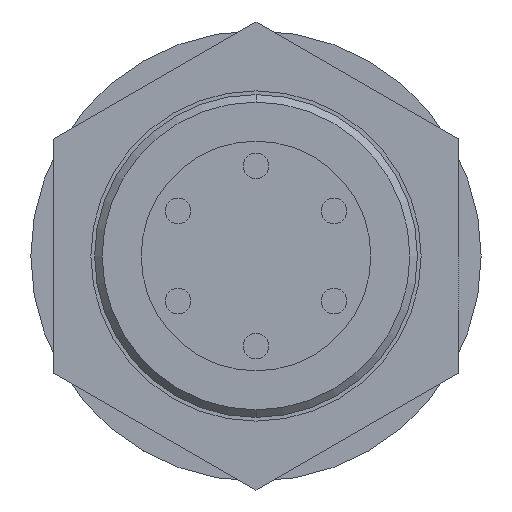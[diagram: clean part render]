
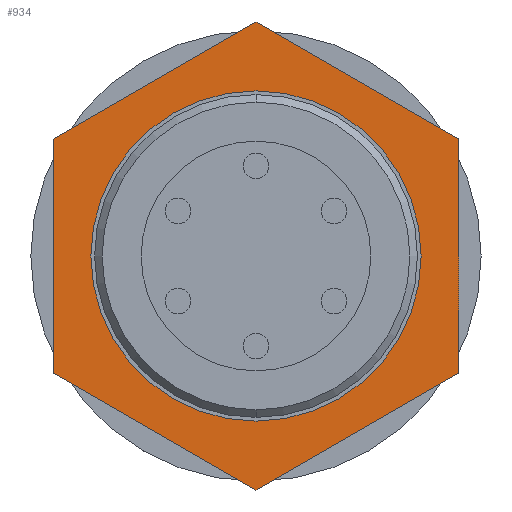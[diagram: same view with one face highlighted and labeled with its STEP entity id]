
A CAD part, front view. The second image highlights one B-rep face of the part: STEP entity #934.
In plain terms, the highlighted planar face has unit normal (0, -1, 0).
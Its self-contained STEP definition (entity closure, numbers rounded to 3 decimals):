
#34 = EDGE_CURVE ( 'NONE', #625, #622, #510, .T. ) ;
#127 = CARTESIAN_POINT ( 'NONE',  ( 13.5, -12., 7.794 ) ) ;
#128 = DIRECTION ( 'NONE',  ( -0.866, 0., 0.5 ) ) ;
#376 = CIRCLE ( 'NONE', #897, 11. ) ;
#377 = ORIENTED_EDGE ( 'NONE', *, *, #961, .T. ) ;
#425 = VECTOR ( 'NONE', #1545, 1000. ) ;
#449 = VERTEX_POINT ( 'NONE', #1962 ) ;
#488 = VERTEX_POINT ( 'NONE', #1422 ) ;
#510 = LINE ( 'NONE', #1582, #425 ) ;
#551 = VERTEX_POINT ( 'NONE', #2328 ) ;
#593 = EDGE_LOOP ( 'NONE', ( #3006, #2489 ) ) ;
#622 = VERTEX_POINT ( 'NONE', #2481 ) ;
#623 = EDGE_CURVE ( 'NONE', #551, #488, #2696, .T. ) ;
#625 = VERTEX_POINT ( 'NONE', #2265 ) ;
#631 = VERTEX_POINT ( 'NONE', #1632 ) ;
#645 = VERTEX_POINT ( 'NONE', #1266 ) ;
#712 = EDGE_CURVE ( 'NONE', #1536, #449, #1547, .T. ) ;
#735 = CARTESIAN_POINT ( 'NONE',  ( 13.5, -12., 7.794 ) ) ;
#763 = ORIENTED_EDGE ( 'NONE', *, *, #1902, .T. ) ;
#833 = CARTESIAN_POINT ( 'NONE',  ( 0., -12., 15.588 ) ) ;
#841 = EDGE_LOOP ( 'NONE', ( #1802, #1216, #763, #377, #2385, #980 ) ) ;
#895 = LINE ( 'NONE', #833, #2088 ) ;
#897 = AXIS2_PLACEMENT_3D ( 'NONE', #2212, #2185, #2177 ) ;
#926 = DIRECTION ( 'NONE',  ( 0., 0., 1. ) ) ;
#934 = ADVANCED_FACE ( 'NONE', ( #1651, #1067 ), #2602, .T. ) ;
#951 = EDGE_CURVE ( 'NONE', #488, #551, #376, .T. ) ;
#961 = EDGE_CURVE ( 'NONE', #631, #625, #2844, .T. ) ;
#980 = ORIENTED_EDGE ( 'NONE', *, *, #2053, .T. ) ;
#1061 = LINE ( 'NONE', #1760, #2644 ) ;
#1067 = FACE_BOUND ( 'NONE', #593, .T. ) ;
#1092 = AXIS2_PLACEMENT_3D ( 'NONE', #2586, #2568, #2558 ) ;
#1216 = ORIENTED_EDGE ( 'NONE', *, *, #2539, .T. ) ;
#1266 = CARTESIAN_POINT ( 'NONE',  ( -13.5, -12., 7.794 ) ) ;
#1422 = CARTESIAN_POINT ( 'NONE',  ( 0., -12., -11. ) ) ;
#1536 = VERTEX_POINT ( 'NONE', #127 ) ;
#1545 = DIRECTION ( 'NONE',  ( 0.866, 0., 0.5 ) ) ;
#1547 = LINE ( 'NONE', #735, #1970 ) ;
#1582 = CARTESIAN_POINT ( 'NONE',  ( 0., -12., -15.588 ) ) ;
#1632 = CARTESIAN_POINT ( 'NONE',  ( -13.5, -12., -7.794 ) ) ;
#1651 = FACE_OUTER_BOUND ( 'NONE', #841, .T. ) ;
#1760 = CARTESIAN_POINT ( 'NONE',  ( -13.5, -12., 7.794 ) ) ;
#1783 = DIRECTION ( 'NONE',  ( 0., 0., -1. ) ) ;
#1802 = ORIENTED_EDGE ( 'NONE', *, *, #712, .T. ) ;
#1902 = EDGE_CURVE ( 'NONE', #645, #631, #1061, .T. ) ;
#1962 = CARTESIAN_POINT ( 'NONE',  ( 0., -12., 15.588 ) ) ;
#1970 = VECTOR ( 'NONE', #128, 1000. ) ;
#2053 = EDGE_CURVE ( 'NONE', #622, #1536, #2671, .T. ) ;
#2082 = DIRECTION ( 'NONE',  ( 0., 0., -1. ) ) ;
#2088 = VECTOR ( 'NONE', #2393, 1000. ) ;
#2106 = VECTOR ( 'NONE', #926, 1000. ) ;
#2111 = DIRECTION ( 'NONE',  ( 0., -1., 0. ) ) ;
#2121 = CARTESIAN_POINT ( 'NONE',  ( 0., -12., 0. ) ) ;
#2177 = DIRECTION ( 'NONE',  ( 0., 0., -1. ) ) ;
#2185 = DIRECTION ( 'NONE',  ( 0., -1., 0. ) ) ;
#2212 = CARTESIAN_POINT ( 'NONE',  ( 0., -12., 0. ) ) ;
#2239 = DIRECTION ( 'NONE',  ( 0.866, 0., -0.5 ) ) ;
#2265 = CARTESIAN_POINT ( 'NONE',  ( 0., -12., -15.588 ) ) ;
#2328 = CARTESIAN_POINT ( 'NONE',  ( 0., -12., 11. ) ) ;
#2374 = CARTESIAN_POINT ( 'NONE',  ( -13.5, -12., -7.794 ) ) ;
#2385 = ORIENTED_EDGE ( 'NONE', *, *, #34, .T. ) ;
#2393 = DIRECTION ( 'NONE',  ( -0.866, 0., -0.5 ) ) ;
#2469 = CARTESIAN_POINT ( 'NONE',  ( 13.5, -12., -7.794 ) ) ;
#2481 = CARTESIAN_POINT ( 'NONE',  ( 13.5, -12., -7.794 ) ) ;
#2489 = ORIENTED_EDGE ( 'NONE', *, *, #951, .F. ) ;
#2539 = EDGE_CURVE ( 'NONE', #449, #645, #895, .T. ) ;
#2558 = DIRECTION ( 'NONE',  ( 0., 0., -1. ) ) ;
#2568 = DIRECTION ( 'NONE',  ( 0., -1., 0. ) ) ;
#2586 = CARTESIAN_POINT ( 'NONE',  ( 0., -12., 0. ) ) ;
#2602 = PLANE ( 'NONE',  #1092 ) ;
#2644 = VECTOR ( 'NONE', #1783, 1000. ) ;
#2671 = LINE ( 'NONE', #2469, #2106 ) ;
#2696 = CIRCLE ( 'NONE', #2758, 11. ) ;
#2710 = VECTOR ( 'NONE', #2239, 1000. ) ;
#2758 = AXIS2_PLACEMENT_3D ( 'NONE', #2121, #2111, #2082 ) ;
#2844 = LINE ( 'NONE', #2374, #2710 ) ;
#3006 = ORIENTED_EDGE ( 'NONE', *, *, #623, .F. ) ;
